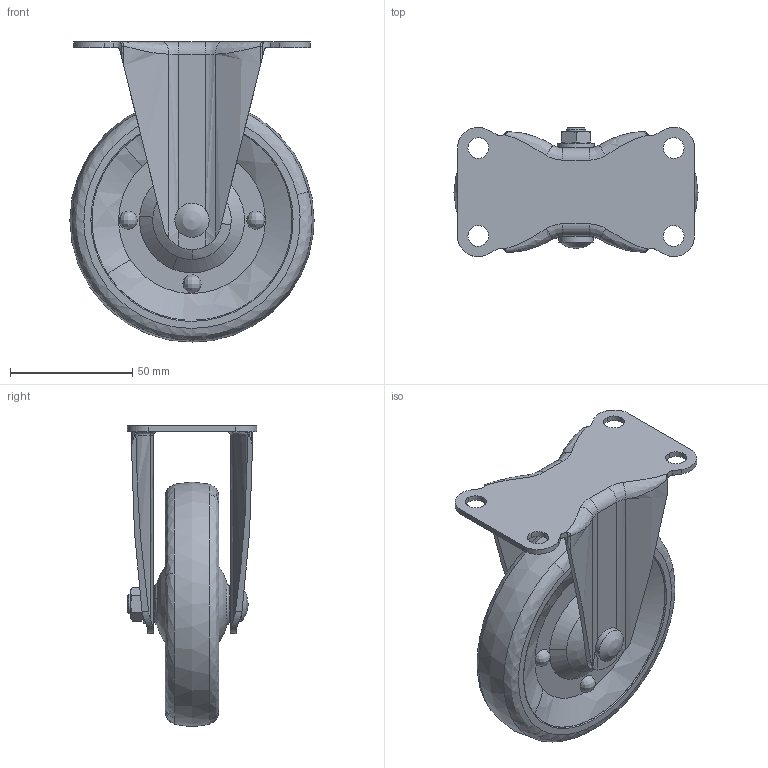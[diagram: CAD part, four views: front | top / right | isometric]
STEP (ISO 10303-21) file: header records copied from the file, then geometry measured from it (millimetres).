
FILE_DESCRIPTION((''),'2;1');
FILE_NAME('','2005-12-16T14:27:06',(''),(''),'','CADfix','');
FILE_SCHEMA(('AUTOMOTIVE_DESIGN'));
Length unit declared in the file: millimetre
Products named in the file (4): wheel; body; axle; No_607_17102_36
Assembly tree (3 placements, depth 2):
  No_607_17102_36
    wheel
    body
    axle
Bounding box: 100 x 53 x 122.9 mm (x, y, z)
Volume: 170372.8 mm3; surface area: 47926.3 mm2
Topology: 3 solids, 3 shells, 176 faces, 527 edges, 371 vertices
Faces by surface type: bspline 176
Entity records: 7843 total; most frequent: CARTESIAN_POINT 4977, ORIENTED_EDGE 1046, EDGE_CURVE 523, VERTEX_POINT 371, EDGE_LOOP 208, FACE_OUTER_BOUND 176, ADVANCED_FACE 176, QUASI_UNIFORM_CURVE 116
